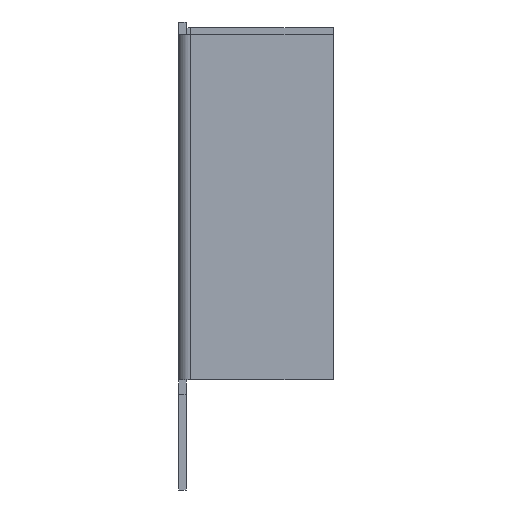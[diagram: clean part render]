
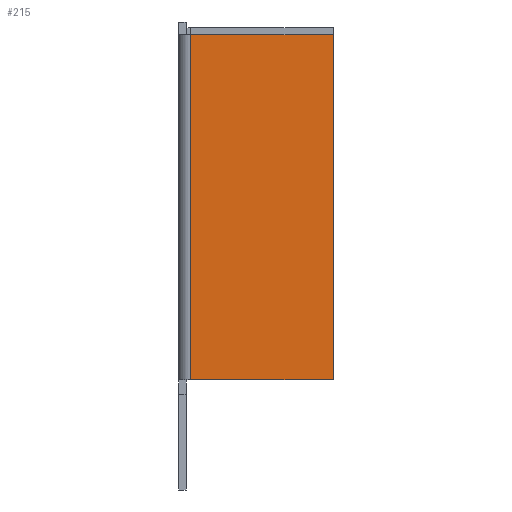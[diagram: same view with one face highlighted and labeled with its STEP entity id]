
A CAD part, left-side view. The second image highlights one B-rep face of the part: STEP entity #215.
In plain terms, the highlighted planar face has unit normal (-1, 0, 0).
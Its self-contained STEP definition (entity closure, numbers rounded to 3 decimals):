
#70 = CARTESIAN_POINT ( 'NONE',  ( 0.75, -1.6, 0. ) ) ;
#83 = DIRECTION ( 'NONE',  ( 0., 0., -1. ) ) ;
#100 = CARTESIAN_POINT ( 'NONE',  ( 0.75, -21.05, 15. ) ) ;
#111 = CARTESIAN_POINT ( 'NONE',  ( 0.75, -1., 15. ) ) ;
#192 = AXIS2_PLACEMENT_3D ( 'NONE', #446, #539, #534 ) ;
#215 = ADVANCED_FACE ( 'NONE', ( #494 ), #449, .T. ) ;
#220 = ORIENTED_EDGE ( 'NONE', *, *, #960, .T. ) ;
#379 = VERTEX_POINT ( 'NONE', #715 ) ;
#387 = ORIENTED_EDGE ( 'NONE', *, *, #1346, .F. ) ;
#446 = CARTESIAN_POINT ( 'NONE',  ( 0.75, 0., 0. ) ) ;
#449 = PLANE ( 'NONE',  #192 ) ;
#494 = FACE_OUTER_BOUND ( 'NONE', #1201, .T. ) ;
#513 = VERTEX_POINT ( 'NONE', #100 ) ;
#525 = VERTEX_POINT ( 'NONE', #629 ) ;
#534 = DIRECTION ( 'NONE',  ( 0., -1., 0. ) ) ;
#539 = DIRECTION ( 'NONE',  ( -1., 0., 0. ) ) ;
#629 = CARTESIAN_POINT ( 'NONE',  ( 0.75, -1.6, 62. ) ) ;
#669 = VERTEX_POINT ( 'NONE', #992 ) ;
#715 = CARTESIAN_POINT ( 'NONE',  ( 0.75, -21.05, 62. ) ) ;
#730 = CARTESIAN_POINT ( 'NONE',  ( 0.75, -21.05, 15. ) ) ;
#786 = ORIENTED_EDGE ( 'NONE', *, *, #856, .F. ) ;
#840 = DIRECTION ( 'NONE',  ( 0., 0., -1. ) ) ;
#856 = EDGE_CURVE ( 'NONE', #513, #669, #1168, .T. ) ;
#894 = CARTESIAN_POINT ( 'NONE',  ( 0.75, -21.05, 62. ) ) ;
#907 = VECTOR ( 'NONE', #840, 1000. ) ;
#921 = DIRECTION ( 'NONE',  ( 0., -1., 0. ) ) ;
#927 = LINE ( 'NONE', #730, #907 ) ;
#960 = EDGE_CURVE ( 'NONE', #525, #669, #1145, .T. ) ;
#992 = CARTESIAN_POINT ( 'NONE',  ( 0.75, -1.6, 15. ) ) ;
#1032 = VECTOR ( 'NONE', #921, 1000. ) ;
#1041 = LINE ( 'NONE', #894, #1032 ) ;
#1107 = VECTOR ( 'NONE', #83, 1000. ) ;
#1119 = EDGE_CURVE ( 'NONE', #525, #379, #1041, .T. ) ;
#1145 = LINE ( 'NONE', #70, #1107 ) ;
#1162 = VECTOR ( 'NONE', #1230, 1000. ) ;
#1168 = LINE ( 'NONE', #111, #1162 ) ;
#1201 = EDGE_LOOP ( 'NONE', ( #1268, #220, #786, #387 ) ) ;
#1230 = DIRECTION ( 'NONE',  ( 0., 1., 0. ) ) ;
#1268 = ORIENTED_EDGE ( 'NONE', *, *, #1119, .F. ) ;
#1346 = EDGE_CURVE ( 'NONE', #379, #513, #927, .T. ) ;
